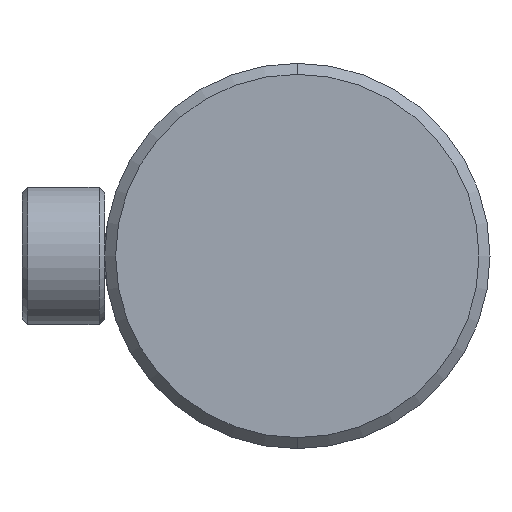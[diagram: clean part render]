
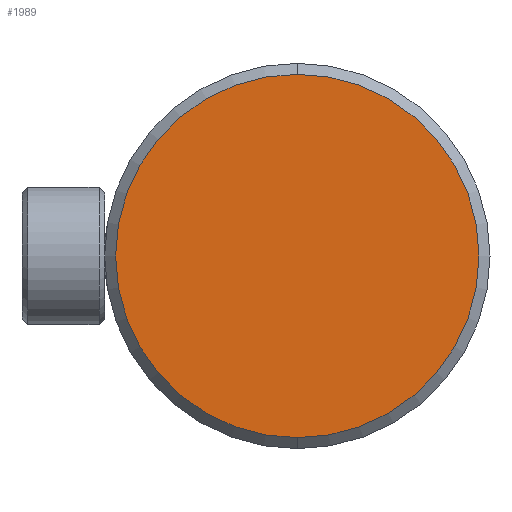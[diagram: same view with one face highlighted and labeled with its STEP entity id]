
A CAD part, left-side view. The second image highlights one B-rep face of the part: STEP entity #1989.
In plain terms, the highlighted planar face has unit normal (-1, 0, 0).
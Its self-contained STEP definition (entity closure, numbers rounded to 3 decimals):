
#192 = DIRECTION ( 'NONE',  ( 0., 0., 1. ) ) ;
#306 = AXIS2_PLACEMENT_3D ( 'NONE', #2955, #349, #597 ) ;
#349 = DIRECTION ( 'NONE',  ( 1., 0., 0. ) ) ;
#597 = DIRECTION ( 'NONE',  ( 0., 0., -1. ) ) ;
#656 = AXIS2_PLACEMENT_3D ( 'NONE', #3020, #1641, #192 ) ;
#881 = ORIENTED_EDGE ( 'NONE', *, *, #1297, .T. ) ;
#903 = EDGE_LOOP ( 'NONE', ( #881, #1188 ) ) ;
#1010 = VERTEX_POINT ( 'NONE', #1966 ) ;
#1188 = ORIENTED_EDGE ( 'NONE', *, *, #1501, .T. ) ;
#1297 = EDGE_CURVE ( 'NONE', #2530, #1010, #2396, .T. ) ;
#1353 = DIRECTION ( 'NONE',  ( -1., 0., 0. ) ) ;
#1501 = EDGE_CURVE ( 'NONE', #1010, #2530, #3040, .T. ) ;
#1641 = DIRECTION ( 'NONE',  ( -1., 0., 0. ) ) ;
#1793 = AXIS2_PLACEMENT_3D ( 'NONE', #2986, #1353, #2764 ) ;
#1966 = CARTESIAN_POINT ( 'NONE',  ( -13., 0., 33. ) ) ;
#1989 = ADVANCED_FACE ( 'NONE', ( #2143 ), #2490, .F. ) ;
#2143 = FACE_OUTER_BOUND ( 'NONE', #903, .T. ) ;
#2396 = CIRCLE ( 'NONE', #656, 33. ) ;
#2490 = PLANE ( 'NONE',  #306 ) ;
#2530 = VERTEX_POINT ( 'NONE', #3006 ) ;
#2764 = DIRECTION ( 'NONE',  ( 0., 0., 1. ) ) ;
#2955 = CARTESIAN_POINT ( 'NONE',  ( -13., 0., 0. ) ) ;
#2986 = CARTESIAN_POINT ( 'NONE',  ( -13., 0., 0. ) ) ;
#3006 = CARTESIAN_POINT ( 'NONE',  ( -13., 0., -33. ) ) ;
#3020 = CARTESIAN_POINT ( 'NONE',  ( -13., 0., 0. ) ) ;
#3040 = CIRCLE ( 'NONE', #1793, 33. ) ;
